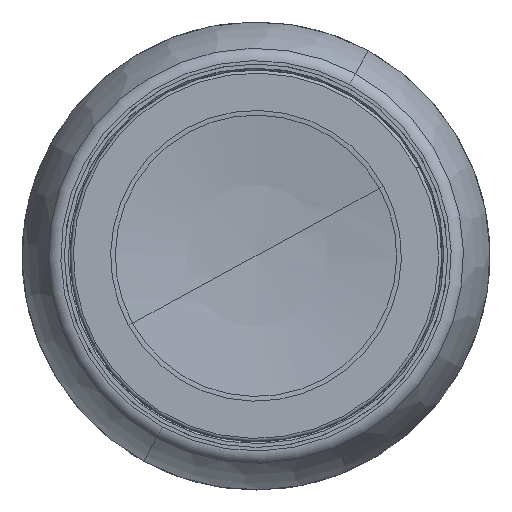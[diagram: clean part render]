
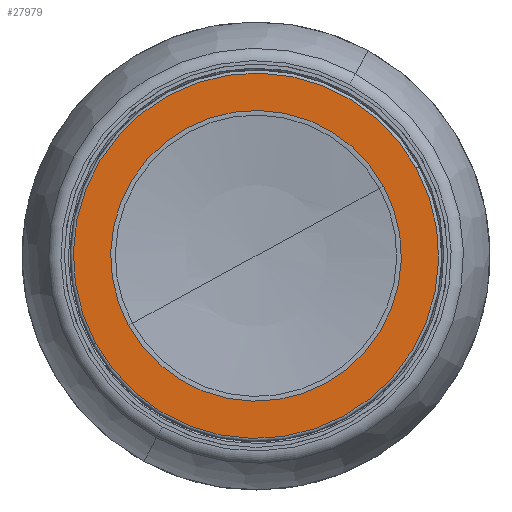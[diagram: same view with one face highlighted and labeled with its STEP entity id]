
A CAD part, top view. The second image highlights one B-rep face of the part: STEP entity #27979.
In plain terms, the highlighted planar face has unit normal (0, 0, 1).
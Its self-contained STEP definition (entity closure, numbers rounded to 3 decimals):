
#26590=AXIS2_PLACEMENT_3D('Circle Axis2P3D',#26588,#26589,$) ;
#27058=AXIS2_PLACEMENT_3D('Circle Axis2P3D',#27056,#27057,$) ;
#27955=AXIS2_PLACEMENT_3D('Plane Axis2P3D',#27952,#27953,#27954) ;
#27963=AXIS2_PLACEMENT_3D('Circle Axis2P3D',#27961,#27962,$) ;
#27972=AXIS2_PLACEMENT_3D('Circle Axis2P3D',#27970,#27971,$) ;
#26578=CARTESIAN_POINT('Vertex',(-10.246,-5.597,2.7)) ;
#26585=CARTESIAN_POINT('Vertex',(10.246,5.597,2.7)) ;
#26588=CARTESIAN_POINT('Axis2P3D Location',(0.,0.,2.7)) ;
#27056=CARTESIAN_POINT('Axis2P3D Location',(0.,0.,2.7)) ;
#27952=CARTESIAN_POINT('Axis2P3D Location',(9.138,0.,2.7)) ;
#27961=CARTESIAN_POINT('Axis2P3D Location',(0.,0.,2.7)) ;
#27965=CARTESIAN_POINT('Vertex',(8.153,4.454,2.7)) ;
#27967=CARTESIAN_POINT('Vertex',(-8.153,-4.454,2.7)) ;
#27970=CARTESIAN_POINT('Axis2P3D Location',(0.,0.,2.7)) ;
#26589=DIRECTION('Axis2P3D Direction',(0.,0.,1.)) ;
#27057=DIRECTION('Axis2P3D Direction',(0.,0.,1.)) ;
#27953=DIRECTION('Axis2P3D Direction',(0.,0.,1.)) ;
#27954=DIRECTION('Axis2P3D XDirection',(1.,0.,0.)) ;
#27962=DIRECTION('Axis2P3D Direction',(0.,0.,1.)) ;
#27971=DIRECTION('Axis2P3D Direction',(0.,0.,1.)) ;
#27958=ORIENTED_EDGE('',*,*,#26592,.T.) ;
#27959=ORIENTED_EDGE('',*,*,#27060,.T.) ;
#27976=ORIENTED_EDGE('',*,*,#27969,.F.) ;
#27977=ORIENTED_EDGE('',*,*,#27974,.F.) ;
#27978=FACE_BOUND('',#27975,.T.) ;
#27979=ADVANCED_FACE('Corps principal ( *SOL1 - wsp *MASTER -  )',(#27960,#27978),#27956,.T.) ;
#26591=CIRCLE('generated circle',#26590,11.675) ;
#27059=CIRCLE('generated circle',#27058,11.675) ;
#27964=CIRCLE('generated circle',#27963,9.29) ;
#27973=CIRCLE('generated circle',#27972,9.29) ;
#26592=EDGE_CURVE('',#26579,#26586,#26591,.T.) ;
#27060=EDGE_CURVE('',#26586,#26579,#27059,.T.) ;
#27969=EDGE_CURVE('',#27966,#27968,#27964,.T.) ;
#27974=EDGE_CURVE('',#27968,#27966,#27973,.T.) ;
#27957=EDGE_LOOP('',(#27958,#27959)) ;
#27975=EDGE_LOOP('',(#27976,#27977)) ;
#27960=FACE_OUTER_BOUND('',#27957,.T.) ;
#27956=PLANE('',#27955) ;
#26579=VERTEX_POINT('',#26578) ;
#26586=VERTEX_POINT('',#26585) ;
#27966=VERTEX_POINT('',#27965) ;
#27968=VERTEX_POINT('',#27967) ;
